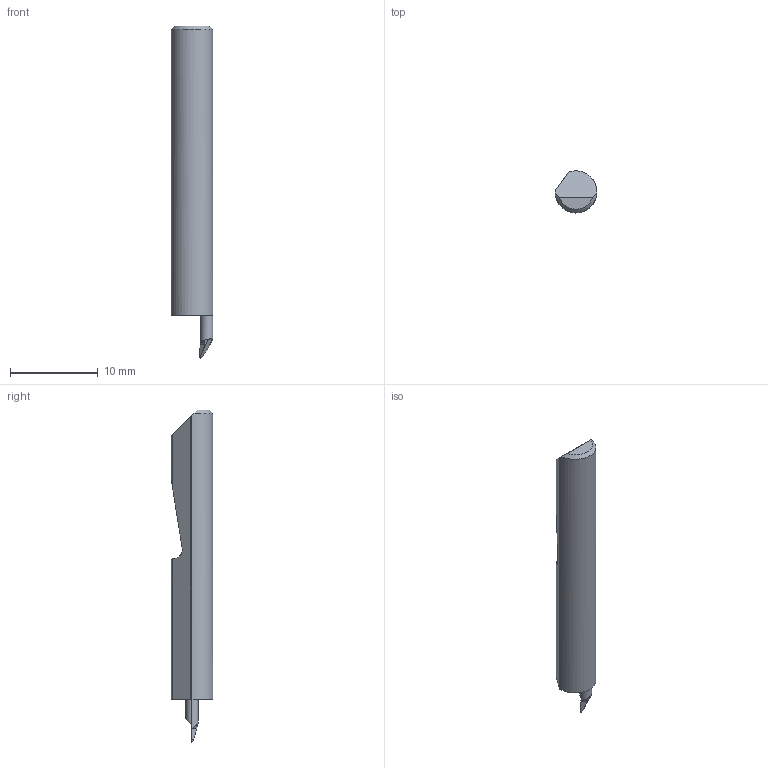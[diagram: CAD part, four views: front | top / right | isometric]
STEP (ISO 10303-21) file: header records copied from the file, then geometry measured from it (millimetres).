
FILE_DESCRIPTION (( 'STEP AP214' ), '1' );
FILE_NAME ('Micro_QPF-060200X.STEP', '2021-09-08T17:33:36', ( '' ), ( '' ), 'SwSTEP 2.0', 'SolidWorks 2020', '' );
FILE_SCHEMA (( 'AUTOMOTIVE_DESIGN' ));
Length unit declared in the file: inch
Products named in the file (1): Micro_QPF-060200X
Bounding box: 4.76 x 4.76 x 37.88 mm (x, y, z)
Volume: 541.8 mm3; surface area: 523.8 mm2
Topology: 1 solids, 1 shells, 25 faces, 62 edges, 39 vertices
Faces by surface type: plane 14, cylinder 10, cone 1
Entity records: 795 total; most frequent: CARTESIAN_POINT 226, ORIENTED_EDGE 124, DIRECTION 96, EDGE_CURVE 62, VERTEX_POINT 39, AXIS2_PLACEMENT_3D 35, LINE 26, VECTOR 26
